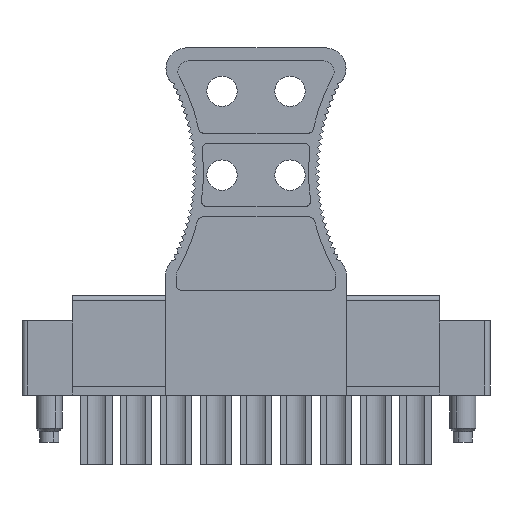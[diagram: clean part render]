
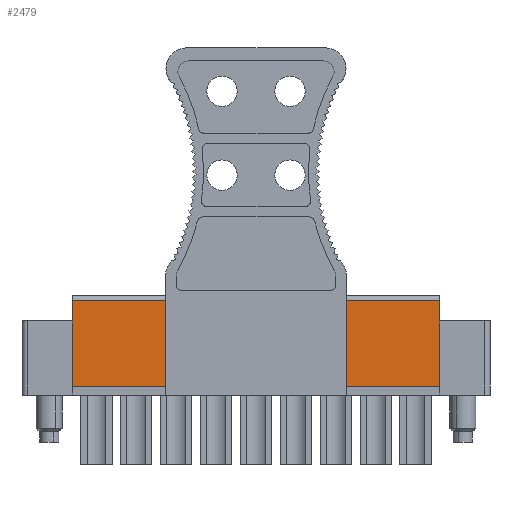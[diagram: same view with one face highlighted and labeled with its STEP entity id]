
A CAD part, front view. The second image highlights one B-rep face of the part: STEP entity #2479.
In plain terms, the highlighted planar face has unit normal (0, -1, 0).
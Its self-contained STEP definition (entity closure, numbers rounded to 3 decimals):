
#2443=AXIS2_PLACEMENT_3D('Plane Axis2P3D',#2440,#2441,#2442) ;
#2440=CARTESIAN_POINT('Axis2P3D Location',(4.8,1.1,6.6)) ;
#2445=CARTESIAN_POINT('Line Origine',(4.8,1.1,11.5)) ;
#2449=CARTESIAN_POINT('Vertex',(4.8,1.1,7.4)) ;
#2451=CARTESIAN_POINT('Vertex',(4.8,1.1,15.6)) ;
#2454=CARTESIAN_POINT('Line Origine',(22.34,1.1,7.4)) ;
#2458=CARTESIAN_POINT('Vertex',(39.88,1.1,7.4)) ;
#2461=CARTESIAN_POINT('Line Origine',(39.88,1.1,11.5)) ;
#2465=CARTESIAN_POINT('Vertex',(39.88,1.1,15.6)) ;
#2468=CARTESIAN_POINT('Line Origine',(22.34,1.1,15.6)) ;
#2441=DIRECTION('Axis2P3D Direction',(0.,1.,0.)) ;
#2442=DIRECTION('Axis2P3D XDirection',(0.,0.,1.)) ;
#2446=DIRECTION('Vector Direction',(0.,0.,1.)) ;
#2455=DIRECTION('Vector Direction',(1.,0.,0.)) ;
#2462=DIRECTION('Vector Direction',(0.,0.,1.)) ;
#2469=DIRECTION('Vector Direction',(1.,0.,0.)) ;
#2447=VECTOR('Line Direction',#2446,1.) ;
#2456=VECTOR('Line Direction',#2455,1.) ;
#2463=VECTOR('Line Direction',#2462,1.) ;
#2470=VECTOR('Line Direction',#2469,1.) ;
#2474=ORIENTED_EDGE('',*,*,#2453,.F.) ;
#2475=ORIENTED_EDGE('',*,*,#2460,.T.) ;
#2476=ORIENTED_EDGE('',*,*,#2467,.T.) ;
#2477=ORIENTED_EDGE('',*,*,#2472,.F.) ;
#2479=ADVANCED_FACE('HOUSING',(#2478),#2444,.F.) ;
#2453=EDGE_CURVE('',#2450,#2452,#2448,.T.) ;
#2460=EDGE_CURVE('',#2450,#2459,#2457,.T.) ;
#2467=EDGE_CURVE('',#2459,#2466,#2464,.T.) ;
#2472=EDGE_CURVE('',#2452,#2466,#2471,.T.) ;
#2473=EDGE_LOOP('',(#2474,#2475,#2476,#2477)) ;
#2478=FACE_OUTER_BOUND('',#2473,.T.) ;
#2448=LINE('Line',#2445,#2447) ;
#2457=LINE('Line',#2454,#2456) ;
#2464=LINE('Line',#2461,#2463) ;
#2471=LINE('Line',#2468,#2470) ;
#2444=PLANE('',#2443) ;
#2450=VERTEX_POINT('',#2449) ;
#2452=VERTEX_POINT('',#2451) ;
#2459=VERTEX_POINT('',#2458) ;
#2466=VERTEX_POINT('',#2465) ;
